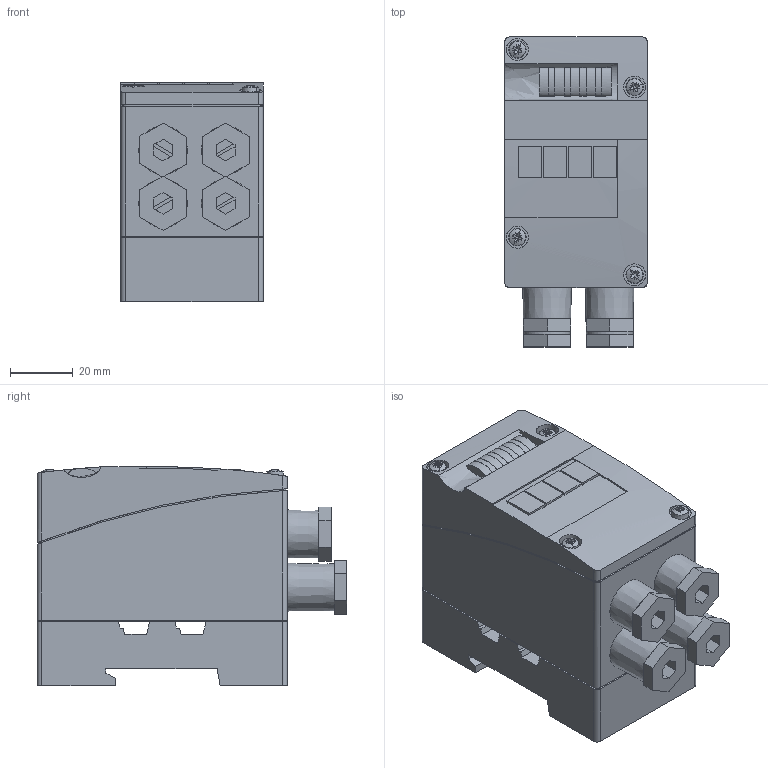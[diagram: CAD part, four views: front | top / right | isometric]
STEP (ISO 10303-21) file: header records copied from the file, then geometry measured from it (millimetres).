
FILE_DESCRIPTION(/* description */ ('Alibre Inc.'),/* implementation_level */ '2;1');
FILE_NAME(/* name */ 'export-BC580825-1050-4E99-8C68-0FB646AC8B2B',/* time_stamp */ '2023-01-18T11:14:03+01:00',/* author */ (''),/* organization */ (''),/* preprocessor_version */ 'ST-DEVELOPER v17',/* originating_system */ 'Alibre',/* authorisation */ '');
FILE_SCHEMA (('AUTOMOTIVE_DESIGN'));
Length unit declared in the file: centimetre
Products named in the file (8): BENE INOX | 210216-3X50
Bounding box: 45.5 x 99 x 70.25 mm (x, y, z)
Volume: 245095.6 mm3; surface area: 54598.9 mm2
Topology: 20 solids, 24 shells, 631 faces, 1572 edges, 1036 vertices
Faces by surface type: plane 472, cylinder 100, cone 28, extrusion 15, torus 8, sphere 8
Full cylindrical faces by diameter (mm): 2 x4, 2.02 x2, 2.5 x4, 3 x4, 3.5 x4, 4 x4, 5 x2, 6 x2, 7 x4, 8 x2, 10 x2, 12 x4
Entity records: 12431 total; most frequent: CARTESIAN_POINT 2807, ORIENTED_EDGE 1918, DIRECTION 1723, EDGE_CURVE 959, VECTOR 683, LINE 676, VERTEX_POINT 659, AXIS2_PLACEMENT_3D 653
